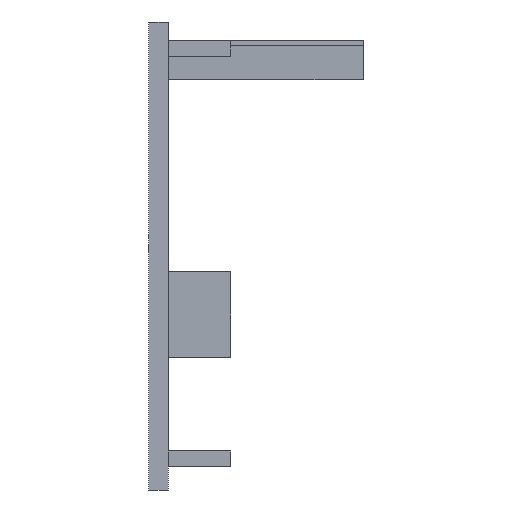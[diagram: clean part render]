
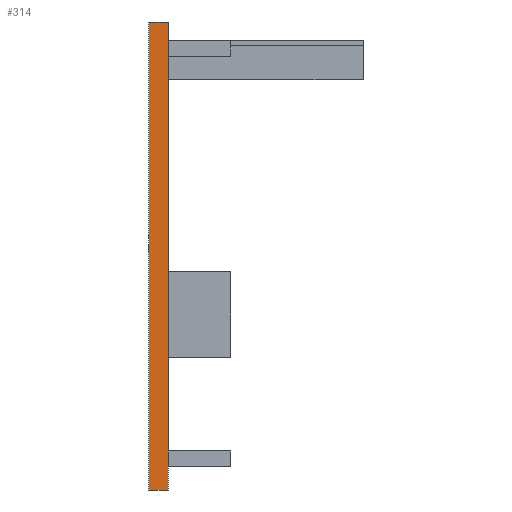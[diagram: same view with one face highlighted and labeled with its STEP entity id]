
A CAD part, left-side view. The second image highlights one B-rep face of the part: STEP entity #314.
In plain terms, the highlighted planar face has unit normal (-1, 0, 0).
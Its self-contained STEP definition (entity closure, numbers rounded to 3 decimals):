
#17 = CARTESIAN_POINT ( 'NONE',  ( -44.25, 0., 0. ) ) ;
#30 = CARTESIAN_POINT ( 'NONE',  ( -44.25, 1.25, 30. ) ) ;
#49 = VERTEX_POINT ( 'NONE', #156 ) ;
#51 = CARTESIAN_POINT ( 'NONE',  ( -44.25, 1.25, -30. ) ) ;
#62 = VECTOR ( 'NONE', #740, 1000. ) ;
#65 = CARTESIAN_POINT ( 'NONE',  ( -44.25, -1.25, -30. ) ) ;
#78 = EDGE_LOOP ( 'NONE', ( #709, #1064, #935, #1062 ) ) ;
#124 = CARTESIAN_POINT ( 'NONE',  ( -44.25, -1.25, 30. ) ) ;
#156 = CARTESIAN_POINT ( 'NONE',  ( -44.25, -1.25, 30. ) ) ;
#188 = VECTOR ( 'NONE', #645, 1000. ) ;
#314 = ADVANCED_FACE ( 'NONE', ( #731 ), #1136, .F. ) ;
#341 = VERTEX_POINT ( 'NONE', #30 ) ;
#343 = LINE ( 'NONE', #1230, #188 ) ;
#403 = VECTOR ( 'NONE', #938, 1000. ) ;
#415 = EDGE_CURVE ( 'NONE', #452, #985, #567, .T. ) ;
#435 = DIRECTION ( 'NONE',  ( 0., 1., 0. ) ) ;
#452 = VERTEX_POINT ( 'NONE', #65 ) ;
#461 = CARTESIAN_POINT ( 'NONE',  ( -44.25, -1.25, -30. ) ) ;
#567 = LINE ( 'NONE', #461, #827 ) ;
#624 = CARTESIAN_POINT ( 'NONE',  ( -44.25, 1.25, -30. ) ) ;
#645 = DIRECTION ( 'NONE',  ( 0., 0., 1. ) ) ;
#709 = ORIENTED_EDGE ( 'NONE', *, *, #415, .F. ) ;
#731 = FACE_OUTER_BOUND ( 'NONE', #78, .T. ) ;
#737 = DIRECTION ( 'NONE',  ( 0., 0., -1. ) ) ;
#740 = DIRECTION ( 'NONE',  ( 0., 0., 1. ) ) ;
#815 = EDGE_CURVE ( 'NONE', #49, #341, #1037, .T. ) ;
#827 = VECTOR ( 'NONE', #435, 1000. ) ;
#838 = DIRECTION ( 'NONE',  ( 1., 0., 0. ) ) ;
#891 = EDGE_CURVE ( 'NONE', #985, #341, #1222, .T. ) ;
#905 = EDGE_CURVE ( 'NONE', #452, #49, #343, .T. ) ;
#935 = ORIENTED_EDGE ( 'NONE', *, *, #815, .T. ) ;
#938 = DIRECTION ( 'NONE',  ( 0., 1., 0. ) ) ;
#985 = VERTEX_POINT ( 'NONE', #51 ) ;
#1037 = LINE ( 'NONE', #124, #403 ) ;
#1062 = ORIENTED_EDGE ( 'NONE', *, *, #891, .F. ) ;
#1064 = ORIENTED_EDGE ( 'NONE', *, *, #905, .T. ) ;
#1136 = PLANE ( 'NONE',  #1165 ) ;
#1165 = AXIS2_PLACEMENT_3D ( 'NONE', #17, #838, #737 ) ;
#1222 = LINE ( 'NONE', #624, #62 ) ;
#1230 = CARTESIAN_POINT ( 'NONE',  ( -44.25, -1.25, -30. ) ) ;
